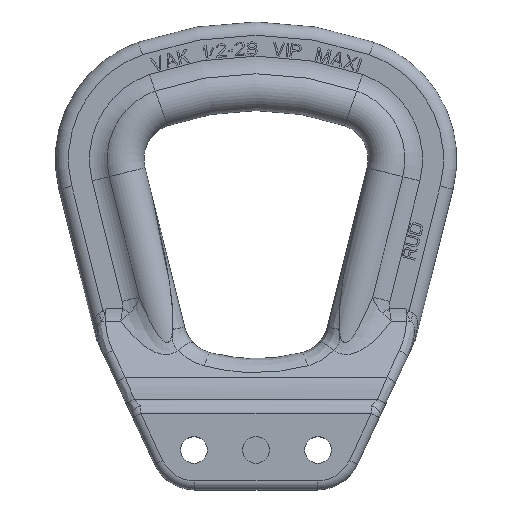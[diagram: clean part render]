
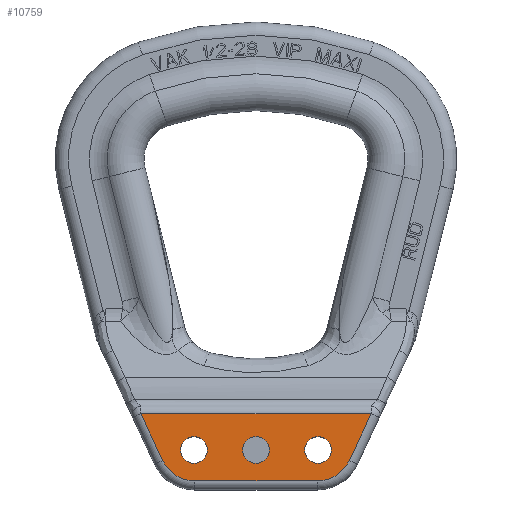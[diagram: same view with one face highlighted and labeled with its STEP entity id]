
A CAD part, top view. The second image highlights one B-rep face of the part: STEP entity #10759.
In plain terms, the highlighted planar face has unit normal (0, 0, 1).
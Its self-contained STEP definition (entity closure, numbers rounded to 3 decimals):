
#849=CARTESIAN_POINT('',(0.,-83.,65.));
#850=DIRECTION('',(0.,0.,1.));
#851=DIRECTION('',(1.,0.,0.));
#852=AXIS2_PLACEMENT_3D('',#849,#850,#851);
#854=CARTESIAN_POINT('',(0.,-83.,65.));
#855=DIRECTION('',(0.,0.,1.));
#856=DIRECTION('',(-1.,0.,0.));
#857=AXIS2_PLACEMENT_3D('',#854,#855,#856);
#859=CARTESIAN_POINT('',(70.,-83.,65.));
#860=DIRECTION('',(0.,0.,1.));
#861=DIRECTION('',(1.,0.,0.));
#862=AXIS2_PLACEMENT_3D('',#859,#860,#861);
#864=CARTESIAN_POINT('',(70.,-83.,65.));
#865=DIRECTION('',(0.,0.,1.));
#866=DIRECTION('',(-1.,0.,0.));
#867=AXIS2_PLACEMENT_3D('',#864,#865,#866);
#869=CARTESIAN_POINT('',(-70.,-83.,65.));
#870=DIRECTION('',(0.,0.,1.));
#871=DIRECTION('',(1.,0.,0.));
#872=AXIS2_PLACEMENT_3D('',#869,#870,#871);
#874=CARTESIAN_POINT('',(-70.,-83.,65.));
#875=DIRECTION('',(0.,0.,1.));
#876=DIRECTION('',(-1.,0.,0.));
#877=AXIS2_PLACEMENT_3D('',#874,#875,#876);
#879=DIRECTION('',(0.423,0.906,0.));
#880=VECTOR('',#879,58.365);
#881=CARTESIAN_POINT('',(105.361,-94.905,65.));
#882=LINE('',#881,#880);
#883=CARTESIAN_POINT('',(69.108,-78.,65.));
#884=DIRECTION('',(0.,0.,1.));
#885=DIRECTION('',(0.,-1.,0.));
#886=AXIS2_PLACEMENT_3D('',#883,#884,#885);
#888=DIRECTION('',(1.,0.,0.));
#889=VECTOR('',#888,138.216);
#890=CARTESIAN_POINT('',(-69.108,-118.,65.));
#891=LINE('',#890,#889);
#892=CARTESIAN_POINT('',(-69.108,-78.,65.));
#893=DIRECTION('',(0.,0.,1.));
#894=DIRECTION('',(-0.906,-0.423,0.));
#895=AXIS2_PLACEMENT_3D('',#892,#893,#894);
#897=DIRECTION('',(0.423,-0.906,0.));
#898=VECTOR('',#897,58.365);
#899=CARTESIAN_POINT('',(-130.027,-42.008,65.));
#900=LINE('',#899,#898);
#901=DIRECTION('',(-1.,0.,0.));
#902=VECTOR('',#901,260.053);
#903=CARTESIAN_POINT('',(130.027,-42.008,65.));
#904=LINE('',#903,#902);
#7693=CARTESIAN_POINT('',(85.,-83.,65.));
#7695=VERTEX_POINT('',#7693);
#7701=CARTESIAN_POINT('',(55.,-83.,65.));
#7703=VERTEX_POINT('',#7701);
#7709=CARTESIAN_POINT('',(-55.,-83.,65.));
#7711=VERTEX_POINT('',#7709);
#7717=CARTESIAN_POINT('',(-85.,-83.,65.));
#7719=VERTEX_POINT('',#7717);
#9083=CARTESIAN_POINT('',(15.,-83.,65.));
#9084=CARTESIAN_POINT('',(-15.,-83.,65.));
#9085=VERTEX_POINT('',#9083);
#9086=VERTEX_POINT('',#9084);
#9097=CARTESIAN_POINT('',(105.361,-94.905,65.));
#9098=CARTESIAN_POINT('',(130.027,-42.008,65.));
#9099=VERTEX_POINT('',#9097);
#9100=VERTEX_POINT('',#9098);
#9105=CARTESIAN_POINT('',(69.108,-118.,65.));
#9106=VERTEX_POINT('',#9105);
#9109=CARTESIAN_POINT('',(-69.108,-118.,65.));
#9110=VERTEX_POINT('',#9109);
#9113=CARTESIAN_POINT('',(-105.361,-94.905,65.));
#9114=VERTEX_POINT('',#9113);
#9117=CARTESIAN_POINT('',(-130.027,-42.008,65.));
#9118=VERTEX_POINT('',#9117);
#10723=CARTESIAN_POINT('',(-180.,0.,65.));
#10724=DIRECTION('',(0.,0.,1.));
#10725=DIRECTION('',(1.,0.,0.));
#10726=AXIS2_PLACEMENT_3D('',#10723,#10724,#10725);
#10727=PLANE('',#10726);
#10729=ORIENTED_EDGE('',*,*,#10728,.F.);
#10731=ORIENTED_EDGE('',*,*,#10730,.F.);
#10733=ORIENTED_EDGE('',*,*,#10732,.F.);
#10734=ORIENTED_EDGE('',*,*,#10713,.F.);
#10736=ORIENTED_EDGE('',*,*,#10735,.F.);
#10738=ORIENTED_EDGE('',*,*,#10737,.F.);
#10739=EDGE_LOOP('',(#10729,#10731,#10733,#10734,#10736,#10738));
#10740=FACE_OUTER_BOUND('',#10739,.F.);
#10742=ORIENTED_EDGE('',*,*,#10741,.T.);
#10744=ORIENTED_EDGE('',*,*,#10743,.T.);
#10745=EDGE_LOOP('',(#10742,#10744));
#10746=FACE_BOUND('',#10745,.F.);
#10748=ORIENTED_EDGE('',*,*,#10747,.T.);
#10750=ORIENTED_EDGE('',*,*,#10749,.T.);
#10751=EDGE_LOOP('',(#10748,#10750));
#10752=FACE_BOUND('',#10751,.F.);
#10754=ORIENTED_EDGE('',*,*,#10753,.T.);
#10756=ORIENTED_EDGE('',*,*,#10755,.T.);
#10757=EDGE_LOOP('',(#10754,#10756));
#10758=FACE_BOUND('',#10757,.F.);
#10759=ADVANCED_FACE('',(#10740,#10746,#10752,#10758),#10727,.T.);
#853=CIRCLE('',#852,15.);
#858=CIRCLE('',#857,15.);
#863=CIRCLE('',#862,15.);
#868=CIRCLE('',#867,15.);
#873=CIRCLE('',#872,15.);
#878=CIRCLE('',#877,15.);
#887=CIRCLE('',#886,40.);
#896=CIRCLE('',#895,40.);
#10713=EDGE_CURVE('',#9114,#9110,#896,.T.);
#10728=EDGE_CURVE('',#9099,#9100,#882,.T.);
#10730=EDGE_CURVE('',#9106,#9099,#887,.T.);
#10732=EDGE_CURVE('',#9110,#9106,#891,.T.);
#10735=EDGE_CURVE('',#9118,#9114,#900,.T.);
#10737=EDGE_CURVE('',#9100,#9118,#904,.T.);
#10741=EDGE_CURVE('',#9085,#9086,#853,.T.);
#10743=EDGE_CURVE('',#9086,#9085,#858,.T.);
#10747=EDGE_CURVE('',#7695,#7703,#863,.T.);
#10749=EDGE_CURVE('',#7703,#7695,#868,.T.);
#10753=EDGE_CURVE('',#7711,#7719,#873,.T.);
#10755=EDGE_CURVE('',#7719,#7711,#878,.T.);
